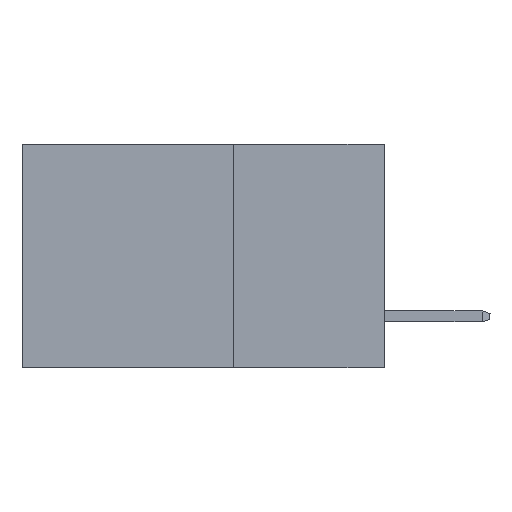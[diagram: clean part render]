
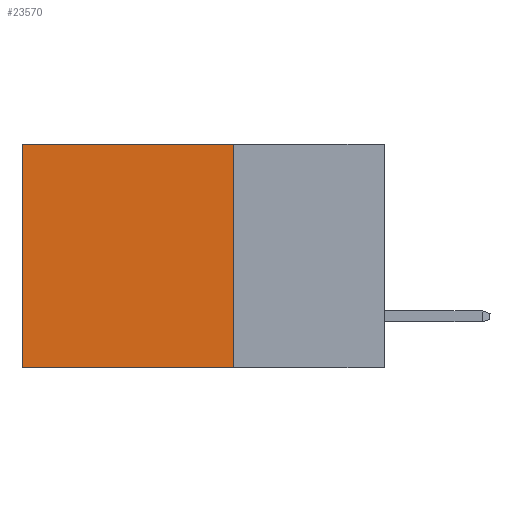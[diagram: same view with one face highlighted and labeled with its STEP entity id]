
A CAD part, left-side view. The second image highlights one B-rep face of the part: STEP entity #23570.
In plain terms, the highlighted planar face has unit normal (-1, 0, 0).
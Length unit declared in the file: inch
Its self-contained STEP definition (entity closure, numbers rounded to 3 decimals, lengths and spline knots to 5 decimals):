
#252 = CARTESIAN_POINT ( 'NONE',  ( 0.298, 0.25, 0. ) ) ;
#1968 = LINE ( 'NONE', #6620, #19161 ) ;
#2394 = VERTEX_POINT ( 'NONE', #5729 ) ;
#3382 = EDGE_CURVE ( 'NONE', #5052, #2394, #9804, .T. ) ;
#4545 = EDGE_CURVE ( 'NONE', #7793, #24075, #1968, .T. ) ;
#5052 = VERTEX_POINT ( 'NONE', #27119 ) ;
#5729 = CARTESIAN_POINT ( 'NONE',  ( 0.298, 0.25, -0.37 ) ) ;
#6620 = CARTESIAN_POINT ( 'NONE',  ( 0.298, 0.6, 0. ) ) ;
#7793 = VERTEX_POINT ( 'NONE', #18670 ) ;
#8586 = LINE ( 'NONE', #252, #19759 ) ;
#8860 = DIRECTION ( 'NONE',  ( 0., 1., 0. ) ) ;
#9714 = LINE ( 'NONE', #14246, #26312 ) ;
#9800 = DIRECTION ( 'NONE',  ( 1., 0., 0. ) ) ;
#9804 = LINE ( 'NONE', #14038, #19207 ) ;
#9957 = CARTESIAN_POINT ( 'NONE',  ( 0.298, 0.25, 0. ) ) ;
#11907 = DIRECTION ( 'NONE',  ( 0., 1., 0. ) ) ;
#14038 = CARTESIAN_POINT ( 'NONE',  ( 0.298, 0.25, 0. ) ) ;
#14246 = CARTESIAN_POINT ( 'NONE',  ( 0.298, 0.25, -0.37 ) ) ;
#16999 = ORIENTED_EDGE ( 'NONE', *, *, #24366, .F. ) ;
#18640 = ORIENTED_EDGE ( 'NONE', *, *, #18698, .T. ) ;
#18670 = CARTESIAN_POINT ( 'NONE',  ( 0.298, 0.6, 0. ) ) ;
#18698 = EDGE_CURVE ( 'NONE', #5052, #7793, #8586, .T. ) ;
#18854 = DIRECTION ( 'NONE',  ( 0., 0., -1. ) ) ;
#19161 = VECTOR ( 'NONE', #20041, 39.37008 ) ;
#19207 = VECTOR ( 'NONE', #23094, 39.37008 ) ;
#19759 = VECTOR ( 'NONE', #8860, 39.37008 ) ;
#20041 = DIRECTION ( 'NONE',  ( 0., 0., -1. ) ) ;
#20106 = ORIENTED_EDGE ( 'NONE', *, *, #3382, .F. ) ;
#21165 = CARTESIAN_POINT ( 'NONE',  ( 0.298, 0.6, -0.37 ) ) ;
#22944 = PLANE ( 'NONE',  #23966 ) ;
#23094 = DIRECTION ( 'NONE',  ( 0., 0., -1. ) ) ;
#23570 = ADVANCED_FACE ( 'NONE', ( #25731 ), #22944, .F. ) ;
#23966 = AXIS2_PLACEMENT_3D ( 'NONE', #9957, #9800, #18854 ) ;
#24075 = VERTEX_POINT ( 'NONE', #21165 ) ;
#24366 = EDGE_CURVE ( 'NONE', #2394, #24075, #9714, .T. ) ;
#25731 = FACE_OUTER_BOUND ( 'NONE', #28461, .T. ) ;
#26312 = VECTOR ( 'NONE', #11907, 39.37008 ) ;
#27119 = CARTESIAN_POINT ( 'NONE',  ( 0.298, 0.25, 0. ) ) ;
#27160 = ORIENTED_EDGE ( 'NONE', *, *, #4545, .T. ) ;
#28461 = EDGE_LOOP ( 'NONE', ( #27160, #16999, #20106, #18640 ) ) ;
